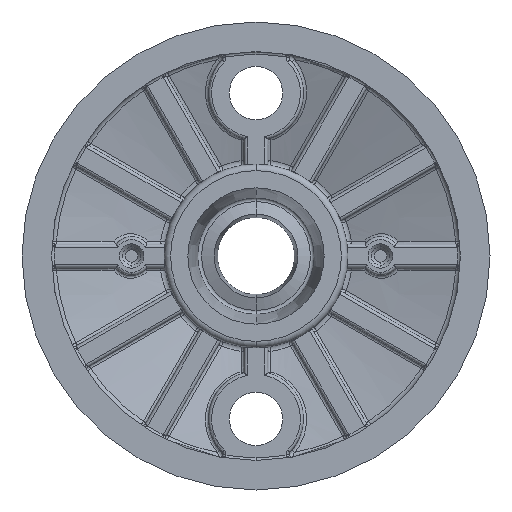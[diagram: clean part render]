
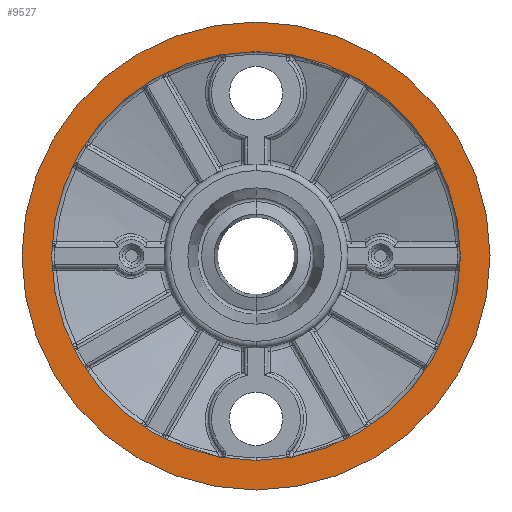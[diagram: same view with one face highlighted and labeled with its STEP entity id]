
A CAD part, front view. The second image highlights one B-rep face of the part: STEP entity #9527.
In plain terms, the highlighted planar face has unit normal (0, -1, 0).
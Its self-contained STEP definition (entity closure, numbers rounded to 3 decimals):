
#424 = VERTEX_POINT ( 'NONE', #6124 ) ;
#620 = FACE_BOUND ( 'NONE', #8978, .T. ) ;
#772 = CARTESIAN_POINT ( 'NONE',  ( -39.5, 0., 0. ) ) ;
#1027 = DIRECTION ( 'NONE',  ( 0., 1., 0. ) ) ;
#1729 = AXIS2_PLACEMENT_3D ( 'NONE', #14332, #5970, #15745 ) ;
#2865 = VERTEX_POINT ( 'NONE', #5816 ) ;
#3588 = DIRECTION ( 'NONE',  ( 0., 1., 0. ) ) ;
#3761 = AXIS2_PLACEMENT_3D ( 'NONE', #15257, #6865, #16669 ) ;
#5328 = DIRECTION ( 'NONE',  ( 0., 1., 0. ) ) ;
#5636 = EDGE_CURVE ( 'NONE', #9681, #2865, #10187, .T. ) ;
#5816 = CARTESIAN_POINT ( 'NONE',  ( 0., 0., -34.5 ) ) ;
#5828 = EDGE_LOOP ( 'NONE', ( #8153, #12183 ) ) ;
#5970 = DIRECTION ( 'NONE',  ( 0., 1., 0. ) ) ;
#6124 = CARTESIAN_POINT ( 'NONE',  ( 0., 0., -39.5 ) ) ;
#6568 = CIRCLE ( 'NONE', #7508, 39.5 ) ;
#6865 = DIRECTION ( 'NONE',  ( 0., 1., 0. ) ) ;
#7508 = AXIS2_PLACEMENT_3D ( 'NONE', #13687, #5328, #15109 ) ;
#7915 = CIRCLE ( 'NONE', #1729, 34.5 ) ;
#8153 = ORIENTED_EDGE ( 'NONE', *, *, #14730, .F. ) ;
#8208 = AXIS2_PLACEMENT_3D ( 'NONE', #9295, #1027, #10722 ) ;
#8978 = EDGE_LOOP ( 'NONE', ( #9558, #10296 ) ) ;
#9295 = CARTESIAN_POINT ( 'NONE',  ( 0., 0., 0. ) ) ;
#9527 = ADVANCED_FACE ( 'NONE', ( #12143, #620 ), #17407, .F. ) ;
#9558 = ORIENTED_EDGE ( 'NONE', *, *, #5636, .T. ) ;
#9681 = VERTEX_POINT ( 'NONE', #12135 ) ;
#10187 = CIRCLE ( 'NONE', #3761, 34.5 ) ;
#10296 = ORIENTED_EDGE ( 'NONE', *, *, #11910, .T. ) ;
#10722 = DIRECTION ( 'NONE',  ( 0., 0., 1. ) ) ;
#10952 = CIRCLE ( 'NONE', #8208, 39.5 ) ;
#10992 = AXIS2_PLACEMENT_3D ( 'NONE', #772, #3588, #13284 ) ;
#11910 = EDGE_CURVE ( 'NONE', #2865, #9681, #7915, .T. ) ;
#12135 = CARTESIAN_POINT ( 'NONE',  ( 0., 0., 34.5 ) ) ;
#12143 = FACE_OUTER_BOUND ( 'NONE', #5828, .T. ) ;
#12183 = ORIENTED_EDGE ( 'NONE', *, *, #14213, .F. ) ;
#13284 = DIRECTION ( 'NONE',  ( 0., 0., 1. ) ) ;
#13687 = CARTESIAN_POINT ( 'NONE',  ( 0., 0., 0. ) ) ;
#14213 = EDGE_CURVE ( 'NONE', #16255, #424, #10952, .T. ) ;
#14332 = CARTESIAN_POINT ( 'NONE',  ( 0., 0., 0. ) ) ;
#14730 = EDGE_CURVE ( 'NONE', #424, #16255, #6568, .T. ) ;
#15109 = DIRECTION ( 'NONE',  ( 0., 0., 1. ) ) ;
#15257 = CARTESIAN_POINT ( 'NONE',  ( 0., 0., 0. ) ) ;
#15745 = DIRECTION ( 'NONE',  ( 0., 0., 1. ) ) ;
#16034 = CARTESIAN_POINT ( 'NONE',  ( 0., 0., 39.5 ) ) ;
#16255 = VERTEX_POINT ( 'NONE', #16034 ) ;
#16669 = DIRECTION ( 'NONE',  ( 0., 0., 1. ) ) ;
#17407 = PLANE ( 'NONE',  #10992 ) ;
